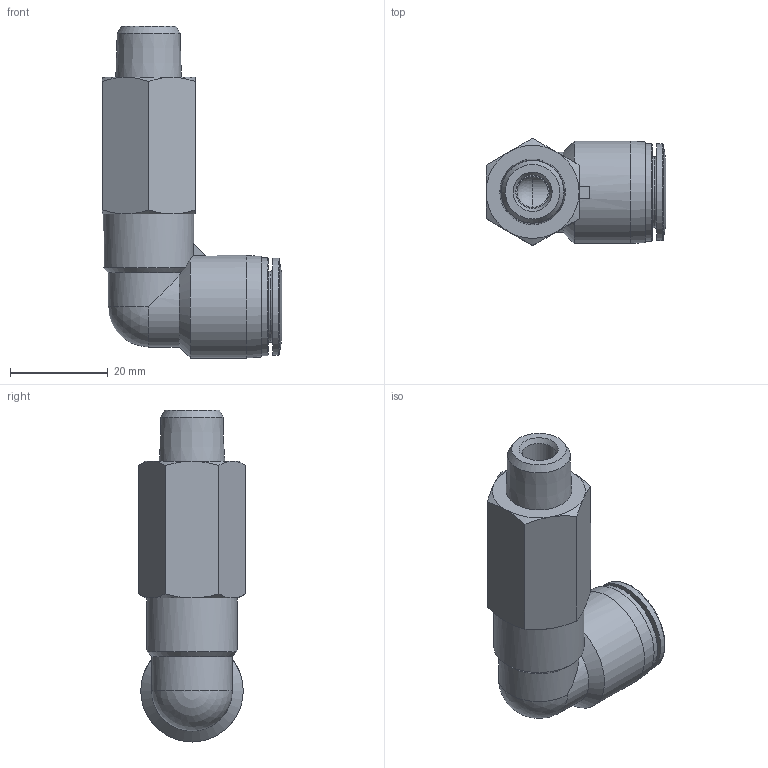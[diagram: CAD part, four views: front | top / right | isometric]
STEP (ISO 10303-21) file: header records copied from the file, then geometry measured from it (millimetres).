
FILE_DESCRIPTION(/* description */ ('STEP AP214'),/* implementation_level */ '2;1');
FILE_NAME(/* name */ '564677_QBLL-1_4-1_2-U',/* time_stamp */ '2024-09-14T02:39:29+02:00',/* author */ ('License CC BY-ND 4.0'),/* organization */ ('CADENAS'),/* preprocessor_version */ 'ST-DEVELOPER v19.3',/* originating_system */ 'PARTsolutions',/* authorisation */ ' ');
FILE_SCHEMA (('AUTOMOTIVE_DESIGN {1 0 10303 214 3 1 1}'));
Length unit declared in the file: millimetre
Products named in the file (1): 564677 QBLL-1/4-1/2-U
Bounding box: 36.83 x 22 x 68 mm (x, y, z)
Volume: 17877.8 mm3; surface area: 7914.9 mm2
Topology: 1 solids, 1 shells, 53 faces, 118 edges, 71 vertices
Faces by surface type: cone 20, plane 17, cylinder 11, torus 3, sphere 2
Full cylindrical faces by diameter (mm): 6.4 x1, 6.858 x1, 7 x1, 12.6 x1, 14.6 x1, 18.5 x1, 19.8 x1, 20 x1, 21 x1
Entity records: 1741 total; most frequent: CARTESIAN_POINT 317, DIRECTION 214, ORIENTED_EDGE 184, AXIS2_PLACEMENT_3D 101, EDGE_CURVE 92, EDGE_LOOP 79, FACE_BOUND 79, VERTEX_POINT 65
